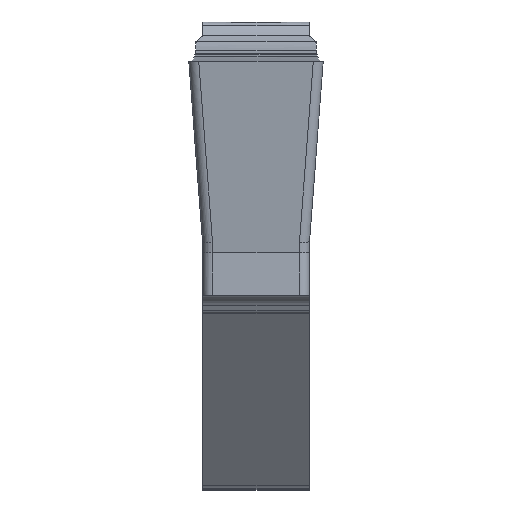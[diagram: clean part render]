
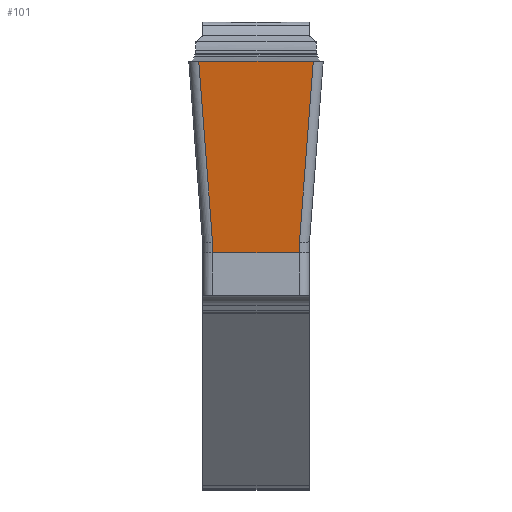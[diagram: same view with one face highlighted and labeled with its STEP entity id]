
A CAD part, front view. The second image highlights one B-rep face of the part: STEP entity #101.
In plain terms, the highlighted planar face has unit normal (0, -0.993, -0.122).
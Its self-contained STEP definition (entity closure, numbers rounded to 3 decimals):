
#101=ADVANCED_FACE('',(#170),#150,.F.);
#150=PLANE('',#1082);
#170=FACE_OUTER_BOUND('',#220,.T.);
#220=EDGE_LOOP('',(#376,#377,#378,#379,#380,#381));
#376=ORIENTED_EDGE('',*,*,#740,.F.);
#377=ORIENTED_EDGE('',*,*,#741,.T.);
#378=ORIENTED_EDGE('',*,*,#742,.T.);
#379=ORIENTED_EDGE('',*,*,#736,.T.);
#380=ORIENTED_EDGE('',*,*,#743,.T.);
#381=ORIENTED_EDGE('',*,*,#744,.T.);
#644=VERTEX_POINT('',#1636);
#645=VERTEX_POINT('',#1637);
#648=VERTEX_POINT('',#1645);
#649=VERTEX_POINT('',#1646);
#650=VERTEX_POINT('',#1648);
#651=VERTEX_POINT('',#1651);
#736=EDGE_CURVE('',#644,#645,#837,.T.);
#740=EDGE_CURVE('',#648,#649,#841,.T.);
#741=EDGE_CURVE('',#648,#650,#842,.T.);
#742=EDGE_CURVE('',#650,#644,#843,.T.);
#743=EDGE_CURVE('',#645,#651,#844,.T.);
#744=EDGE_CURVE('',#651,#649,#845,.T.);
#837=LINE('',#1635,#911);
#841=LINE('',#1644,#915);
#842=LINE('',#1647,#916);
#843=LINE('',#1649,#917);
#844=LINE('',#1650,#918);
#845=LINE('',#1652,#919);
#911=VECTOR('',#1226,1.);
#915=VECTOR('',#1232,1.);
#916=VECTOR('',#1233,1.);
#917=VECTOR('',#1234,1.);
#918=VECTOR('',#1235,1.);
#919=VECTOR('',#1236,1.);
#1082=AXIS2_PLACEMENT_3D('',#1653,#1237,#1238);
#1226=DIRECTION('',(1.,0.,0.));
#1232=DIRECTION('',(1.,0.,0.));
#1233=DIRECTION('',(0.076,0.122,-0.99));
#1234=DIRECTION('',(0.,0.122,-0.993));
#1235=DIRECTION('',(0.,-0.122,0.993));
#1236=DIRECTION('',(0.076,-0.122,0.99));
#1237=DIRECTION('',(0.,0.993,0.122));
#1238=DIRECTION('',(0.,-0.122,0.993));
#1635=CARTESIAN_POINT('',(-0.849,-4.65,-2.851));
#1636=CARTESIAN_POINT('',(-0.65,-4.65,-2.851));
#1637=CARTESIAN_POINT('',(0.65,-4.65,-2.851));
#1644=CARTESIAN_POINT('',(-3.986,-5.001,0.01));
#1645=CARTESIAN_POINT('',(-0.857,-5.001,0.01));
#1646=CARTESIAN_POINT('',(0.857,-5.001,0.01));
#1647=CARTESIAN_POINT('',(-0.644,-4.659,-2.775));
#1648=CARTESIAN_POINT('',(-0.65,-4.669,-2.694));
#1649=CARTESIAN_POINT('',(-0.65,-5.,0.));
#1650=CARTESIAN_POINT('',(0.65,-5.,0.));
#1651=CARTESIAN_POINT('',(0.65,-4.669,-2.694));
#1652=CARTESIAN_POINT('',(0.858,-5.003,0.021));
#1653=CARTESIAN_POINT('',(-0.849,-5.,0.));
